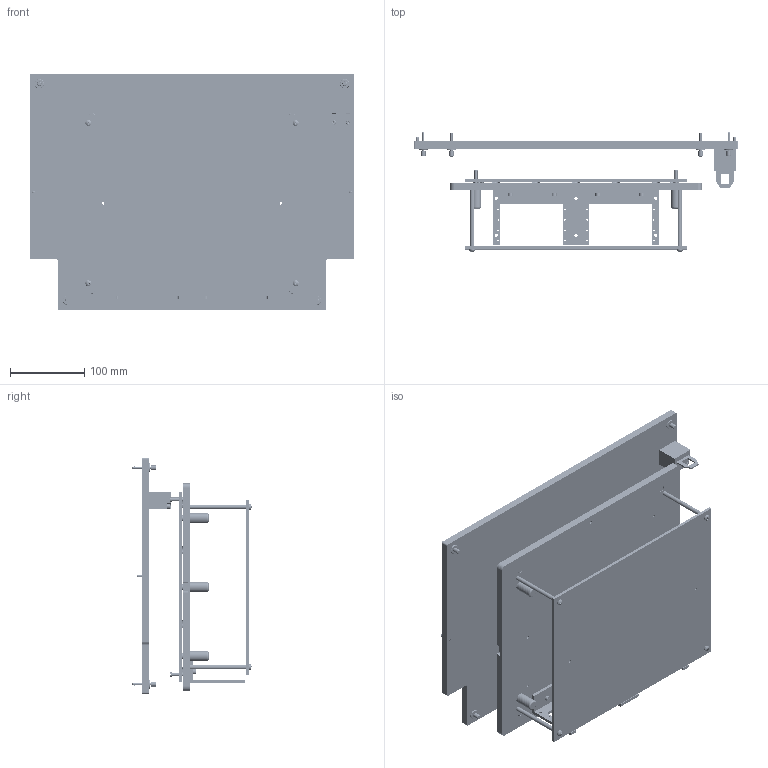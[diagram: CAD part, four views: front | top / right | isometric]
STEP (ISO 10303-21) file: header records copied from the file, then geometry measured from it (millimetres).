
FILE_DESCRIPTION (( 'STEP AP214' ), '1' );
FILE_NAME ('13988~1.STEP', '2017-07-04T05:29:31', ( '' ), ( '' ), 'SwSTEP 2.0', 'SolidWorks 2016', '' );
FILE_SCHEMA (( 'AUTOMOTIVE_DESIGN' ));
Length unit declared in the file: millimetre
Products named in the file (21): 3827~0; 13709~0; 14012~3; 2928~0; 13707~3; 20822~0; 2900~0; 1584~0_gedr…kt 8,5mm<Standard>; 2229~6; 2212~3; 2196~6; 2899~0; DIN912~n_M04,0x010; 12436~0; 13708~1; 2679~0_4 m6 x 16; 13988~1; 16182~0; 13712~1; 3275~0; 13710~3
Assembly tree (63 placements, depth 2):
  13988~1
    13710~3
    13709~0
    13708~1
    13707~3
    13712~1  x4
    2212~3  x4
    2196~6  x3
    2229~6  x3
    1584~0_gedr…kt 8,5mm<Standard>  x14
    14012~3
    20822~0
    16182~0
    12436~0  x4
    3827~0  x4
    DIN912~n_M04,0x010  x4
    3275~0  x5
    2900~0  x4
    2899~0  x3
    2928~0  x2
    2679~0_4 m6 x 16  x2
Bounding box: 438 x 160.82 x 318 mm (x, y, z)
Volume: 2958148.3 mm3; surface area: 876016.4 mm2
Topology: 68 solids, 68 shells, 2973 faces, 7225 edges, 4582 vertices
Faces by surface type: plane 1163, cylinder 892, cone 758, torus 114, bspline 28, sphere 18
Entity records: 52471 total; most frequent: CARTESIAN_POINT 11113, DIRECTION 8848, ORIENTED_EDGE 7712, EDGE_CURVE 3856, AXIS2_PLACEMENT_3D 3344, VERTEX_POINT 2499, LINE 2160, VECTOR 2160
